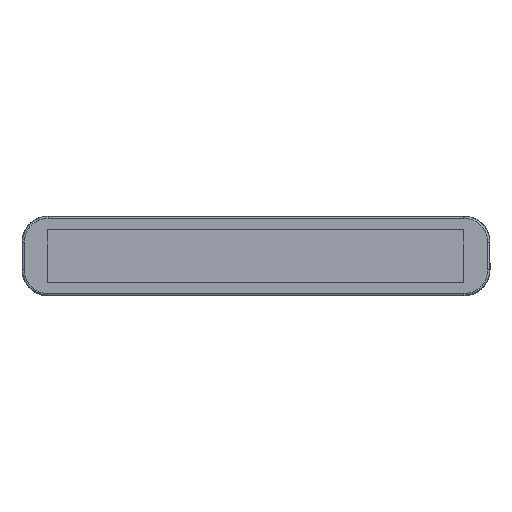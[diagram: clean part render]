
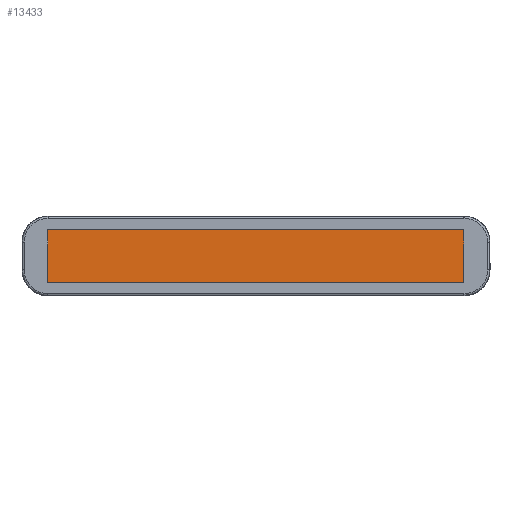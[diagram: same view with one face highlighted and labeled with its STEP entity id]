
A CAD part, left-side view. The second image highlights one B-rep face of the part: STEP entity #13433.
In plain terms, the highlighted planar face has unit normal (-1, 0, 0).
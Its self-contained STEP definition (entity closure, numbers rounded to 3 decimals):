
#1046 = PLANE ( 'NONE',  #12003 ) ;
#1193 = CARTESIAN_POINT ( 'NONE',  ( -20., 7.5, 7.5 ) ) ;
#1348 = VERTEX_POINT ( 'NONE', #17854 ) ;
#3170 = VECTOR ( 'NONE', #21516, 1000. ) ;
#3272 = VERTEX_POINT ( 'NONE', #1193 ) ;
#3370 = DIRECTION ( 'NONE',  ( 0., 0., 1. ) ) ;
#3843 = ORIENTED_EDGE ( 'NONE', *, *, #13404, .T. ) ;
#4060 = EDGE_CURVE ( 'NONE', #1348, #15629, #20068, .T. ) ;
#5523 = DIRECTION ( 'NONE',  ( 0., 0., -1. ) ) ;
#5865 = VERTEX_POINT ( 'NONE', #11381 ) ;
#5941 = VECTOR ( 'NONE', #5523, 1000. ) ;
#6378 = CARTESIAN_POINT ( 'NONE',  ( -20., 127.5, -7.5 ) ) ;
#7261 = FACE_OUTER_BOUND ( 'NONE', #22727, .T. ) ;
#7373 = LINE ( 'NONE', #6378, #3170 ) ;
#8072 = CARTESIAN_POINT ( 'NONE',  ( -20., 127.5, -7.5 ) ) ;
#9291 = ORIENTED_EDGE ( 'NONE', *, *, #19339, .T. ) ;
#9460 = LINE ( 'NONE', #11044, #13008 ) ;
#10819 = CARTESIAN_POINT ( 'NONE',  ( -20., 127.5, 7.5 ) ) ;
#11044 = CARTESIAN_POINT ( 'NONE',  ( -20., 7.5, -7.5 ) ) ;
#11381 = CARTESIAN_POINT ( 'NONE',  ( -20., 7.5, -7.5 ) ) ;
#12003 = AXIS2_PLACEMENT_3D ( 'NONE', #14678, #22354, #3370 ) ;
#12711 = LINE ( 'NONE', #10819, #17041 ) ;
#12961 = ORIENTED_EDGE ( 'NONE', *, *, #4060, .T. ) ;
#13008 = VECTOR ( 'NONE', #16190, 1000. ) ;
#13404 = EDGE_CURVE ( 'NONE', #5865, #3272, #9460, .T. ) ;
#13433 = ADVANCED_FACE ( 'NONE', ( #7261 ), #1046, .T. ) ;
#14678 = CARTESIAN_POINT ( 'NONE',  ( -20., 0., 0. ) ) ;
#14823 = CARTESIAN_POINT ( 'NONE',  ( -20., 127.5, -7.5 ) ) ;
#15026 = DIRECTION ( 'NONE',  ( 0., 1., 0. ) ) ;
#15629 = VERTEX_POINT ( 'NONE', #8072 ) ;
#15933 = EDGE_CURVE ( 'NONE', #3272, #1348, #12711, .T. ) ;
#16190 = DIRECTION ( 'NONE',  ( 0., 0., 1. ) ) ;
#17041 = VECTOR ( 'NONE', #15026, 1000. ) ;
#17854 = CARTESIAN_POINT ( 'NONE',  ( -20., 127.5, 7.5 ) ) ;
#18108 = ORIENTED_EDGE ( 'NONE', *, *, #15933, .T. ) ;
#19339 = EDGE_CURVE ( 'NONE', #15629, #5865, #7373, .T. ) ;
#20068 = LINE ( 'NONE', #14823, #5941 ) ;
#21516 = DIRECTION ( 'NONE',  ( 0., -1., 0. ) ) ;
#22354 = DIRECTION ( 'NONE',  ( -1., 0., 0. ) ) ;
#22727 = EDGE_LOOP ( 'NONE', ( #9291, #3843, #18108, #12961 ) ) ;
